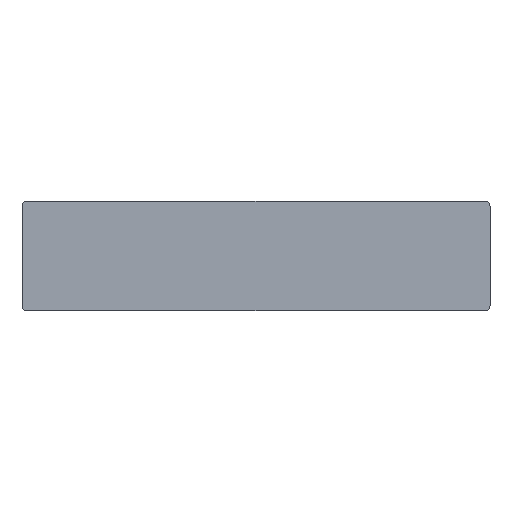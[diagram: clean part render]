
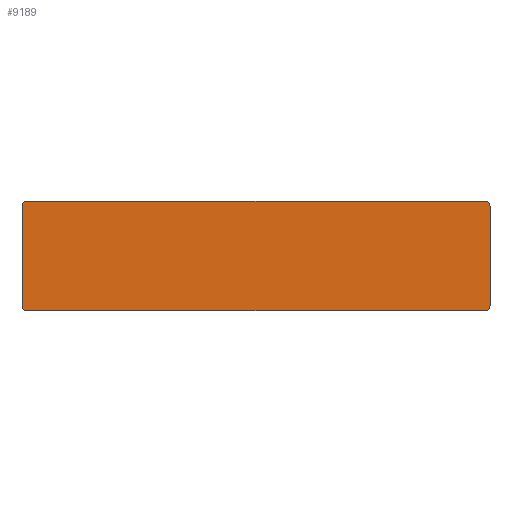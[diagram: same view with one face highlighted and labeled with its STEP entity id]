
A CAD part, top view. The second image highlights one B-rep face of the part: STEP entity #9189.
In plain terms, the highlighted face is planar.
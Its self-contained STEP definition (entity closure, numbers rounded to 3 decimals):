
#8761=DIRECTION('',(0.,0.,1.));
#8762=VECTOR('',#8761,4.1);
#8763=CARTESIAN_POINT('',(9.61,0.,-2.05));
#8764=LINE('',#8763,#8762);
#8765=CARTESIAN_POINT('',(9.41,0.,-2.05));
#8766=DIRECTION('',(0.,-1.,0.));
#8767=DIRECTION('',(0.,0.,-1.));
#8768=AXIS2_PLACEMENT_3D('',#8765,#8766,#8767);
#8770=DIRECTION('',(1.,0.,0.));
#8771=VECTOR('',#8770,18.82);
#8772=CARTESIAN_POINT('',(-9.41,0.,-2.25));
#8773=LINE('',#8772,#8771);
#8774=CARTESIAN_POINT('',(-9.41,0.,-2.05));
#8775=DIRECTION('',(0.,-1.,0.));
#8776=DIRECTION('',(-1.,0.,0.));
#8777=AXIS2_PLACEMENT_3D('',#8774,#8775,#8776);
#8779=DIRECTION('',(0.,0.,-1.));
#8780=VECTOR('',#8779,4.1);
#8781=CARTESIAN_POINT('',(-9.61,0.,2.05));
#8782=LINE('',#8781,#8780);
#8783=CARTESIAN_POINT('',(-9.41,0.,2.05));
#8784=DIRECTION('',(0.,-1.,0.));
#8785=DIRECTION('',(0.,0.,1.));
#8786=AXIS2_PLACEMENT_3D('',#8783,#8784,#8785);
#8788=DIRECTION('',(-1.,0.,0.));
#8789=VECTOR('',#8788,18.82);
#8790=CARTESIAN_POINT('',(9.41,0.,2.25));
#8791=LINE('',#8790,#8789);
#8792=CARTESIAN_POINT('',(9.41,0.,2.05));
#8793=DIRECTION('',(0.,-1.,0.));
#8794=DIRECTION('',(1.,0.,0.));
#8795=AXIS2_PLACEMENT_3D('',#8792,#8793,#8794);
#8953=CARTESIAN_POINT('',(-9.41,0.,2.25));
#8955=VERTEX_POINT('',#8953);
#8974=CARTESIAN_POINT('',(9.41,0.,2.25));
#8976=VERTEX_POINT('',#8974);
#8997=CARTESIAN_POINT('',(-9.41,0.,-2.25));
#8998=CARTESIAN_POINT('',(9.41,0.,-2.25));
#8999=VERTEX_POINT('',#8997);
#9000=VERTEX_POINT('',#8998);
#9001=CARTESIAN_POINT('',(9.61,0.,-2.05));
#9002=VERTEX_POINT('',#9001);
#9009=CARTESIAN_POINT('',(-9.61,0.,2.05));
#9010=CARTESIAN_POINT('',(-9.61,0.,-2.05));
#9011=VERTEX_POINT('',#9009);
#9012=VERTEX_POINT('',#9010);
#9017=CARTESIAN_POINT('',(9.61,0.,2.05));
#9018=VERTEX_POINT('',#9017);
#9167=CARTESIAN_POINT('',(0.,0.,0.));
#9168=DIRECTION('',(0.,1.,0.));
#9169=DIRECTION('',(0.,0.,1.));
#9170=AXIS2_PLACEMENT_3D('',#9167,#9168,#9169);
#9171=PLANE('',#9170);
#9173=ORIENTED_EDGE('',*,*,#9172,.F.);
#9175=ORIENTED_EDGE('',*,*,#9174,.F.);
#9177=ORIENTED_EDGE('',*,*,#9176,.F.);
#9179=ORIENTED_EDGE('',*,*,#9178,.F.);
#9181=ORIENTED_EDGE('',*,*,#9180,.F.);
#9183=ORIENTED_EDGE('',*,*,#9182,.F.);
#9184=ORIENTED_EDGE('',*,*,#9157,.F.);
#9186=ORIENTED_EDGE('',*,*,#9185,.F.);
#9187=EDGE_LOOP('',(#9173,#9175,#9177,#9179,#9181,#9183,#9184,#9186));
#9188=FACE_OUTER_BOUND('',#9187,.F.);
#8769=CIRCLE('',#8768,0.2);
#8778=CIRCLE('',#8777,0.2);
#8787=CIRCLE('',#8786,0.2);
#8796=CIRCLE('',#8795,0.2);
#9157=EDGE_CURVE('',#8976,#8955,#8791,.T.);
#9172=EDGE_CURVE('',#9002,#9018,#8764,.T.);
#9174=EDGE_CURVE('',#9000,#9002,#8769,.T.);
#9176=EDGE_CURVE('',#8999,#9000,#8773,.T.);
#9178=EDGE_CURVE('',#9012,#8999,#8778,.T.);
#9180=EDGE_CURVE('',#9011,#9012,#8782,.T.);
#9182=EDGE_CURVE('',#8955,#9011,#8787,.T.);
#9185=EDGE_CURVE('',#9018,#8976,#8796,.T.);
#9189=ADVANCED_FACE('',(#9188),#9171,.F.);
